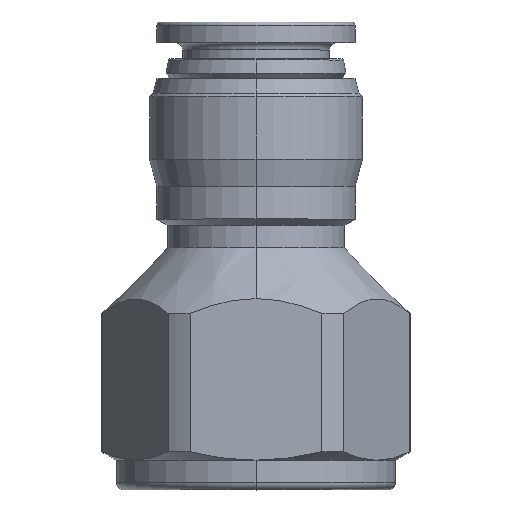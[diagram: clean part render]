
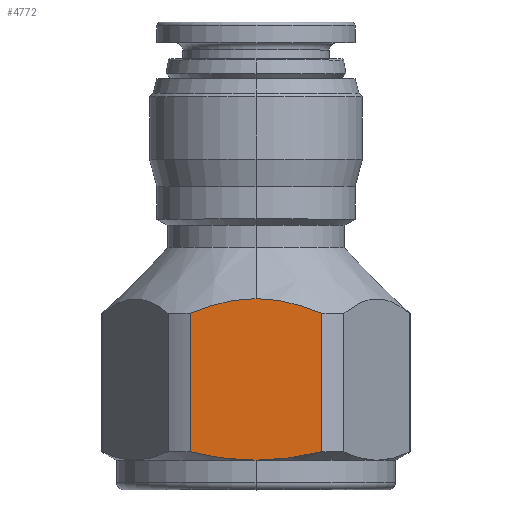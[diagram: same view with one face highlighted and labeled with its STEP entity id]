
A CAD part, top view. The second image highlights one B-rep face of the part: STEP entity #4772.
In plain terms, the highlighted planar face has unit normal (0, 0, 1).
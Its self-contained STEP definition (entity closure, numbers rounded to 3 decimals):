
#119 = ORIENTED_EDGE ( 'NONE', *, *, #234, .F. ) ;
#157 = CARTESIAN_POINT ( 'NONE',  ( -4.472, 2.577, 9.5 ) ) ;
#176 = B_SPLINE_CURVE_WITH_KNOTS ( 'NONE', 3,
 ( #5661, #3485, #3531, #6349, #5056, #1064 ),
 .UNSPECIFIED., .F., .F.,
 ( 4, 2, 4 ),
 ( 0.016, 0.018, 0.02 ),
 .UNSPECIFIED. ) ;
#185 = CARTESIAN_POINT ( 'NONE',  ( -4.472, 12., 9.5 ) ) ;
#234 = EDGE_CURVE ( 'NONE', #3666, #5519, #4633, .T. ) ;
#265 = CARTESIAN_POINT ( 'NONE',  ( 1.51, 2.065, 9.5 ) ) ;
#322 = CARTESIAN_POINT ( 'NONE',  ( -4.117, 12.151, 9.5 ) ) ;
#328 = B_SPLINE_CURVE_WITH_KNOTS ( 'NONE', 3,
 ( #795, #1835, #818, #645, #6201, #157 ),
 .UNSPECIFIED., .F., .F.,
 ( 4, 2, 4 ),
 ( 0.03, 0.032, 0.034 ),
 .UNSPECIFIED. ) ;
#351 = CARTESIAN_POINT ( 'NONE',  ( 4.472, 12., 9.5 ) ) ;
#645 = CARTESIAN_POINT ( 'NONE',  ( -2.993, 2.25, 9.5 ) ) ;
#698 = B_SPLINE_CURVE_WITH_KNOTS ( 'NONE', 3,
 ( #6341, #322, #839, #4345, #1355, #4835, #1880, #5343, #2375, #5859 ),
 .UNSPECIFIED., .F., .F.,
 ( 4, 2, 2, 2, 4 ),
 ( 0.011, 0.012, 0.013, 0.014, 0.016 ),
 .UNSPECIFIED. ) ;
#791 = CARTESIAN_POINT ( 'NONE',  ( 0.376, 2., 9.5 ) ) ;
#795 = CARTESIAN_POINT ( 'NONE',  ( 0., 2., 9.5 ) ) ;
#818 = CARTESIAN_POINT ( 'NONE',  ( -1.502, 2.052, 9.5 ) ) ;
#839 = CARTESIAN_POINT ( 'NONE',  ( -3.755, 12.29, 9.5 ) ) ;
#869 = LINE ( 'NONE', #1401, #2386 ) ;
#882 = VERTEX_POINT ( 'NONE', #5926 ) ;
#996 = ORIENTED_EDGE ( 'NONE', *, *, #2323, .F. ) ;
#1064 = CARTESIAN_POINT ( 'NONE',  ( 4.472, 12., 9.5 ) ) ;
#1204 = DIRECTION ( 'NONE',  ( 0., -1., 0. ) ) ;
#1246 = VERTEX_POINT ( 'NONE', #185 ) ;
#1355 = CARTESIAN_POINT ( 'NONE',  ( -2.66, 12.641, 9.5 ) ) ;
#1401 = CARTESIAN_POINT ( 'NONE',  ( -4.472, 0., 9.5 ) ) ;
#1430 = LINE ( 'NONE', #2910, #4068 ) ;
#1835 = CARTESIAN_POINT ( 'NONE',  ( -0.753, 2., 9.5 ) ) ;
#1880 = CARTESIAN_POINT ( 'NONE',  ( -1.54, 12.884, 9.5 ) ) ;
#1950 = EDGE_LOOP ( 'NONE', ( #4396, #2198, #996, #119, #4982, #3172 ) ) ;
#2198 = ORIENTED_EDGE ( 'NONE', *, *, #3524, .T. ) ;
#2216 = EDGE_CURVE ( 'NONE', #2495, #5371, #176, .T. ) ;
#2323 = EDGE_CURVE ( 'NONE', #5519, #882, #328, .T. ) ;
#2355 = CARTESIAN_POINT ( 'NONE',  ( 5.485, 28., 9.5 ) ) ;
#2375 = CARTESIAN_POINT ( 'NONE',  ( -0.387, 13., 9.5 ) ) ;
#2386 = VECTOR ( 'NONE', #1204, 1000. ) ;
#2495 = VERTEX_POINT ( 'NONE', #5607 ) ;
#2852 = DIRECTION ( 'NONE',  ( 1., 0., 0. ) ) ;
#2858 = AXIS2_PLACEMENT_3D ( 'NONE', #2355, #5830, #2852 ) ;
#2905 = CARTESIAN_POINT ( 'NONE',  ( 0., 2., 9.5 ) ) ;
#2910 = CARTESIAN_POINT ( 'NONE',  ( 4.472, 0., 9.5 ) ) ;
#3172 = ORIENTED_EDGE ( 'NONE', *, *, #2216, .F. ) ;
#3477 = CARTESIAN_POINT ( 'NONE',  ( 3.01, 2.253, 9.5 ) ) ;
#3485 = CARTESIAN_POINT ( 'NONE',  ( 0.775, 13., 9.5 ) ) ;
#3524 = EDGE_CURVE ( 'NONE', #1246, #882, #869, .T. ) ;
#3531 = CARTESIAN_POINT ( 'NONE',  ( 1.534, 12.904, 9.5 ) ) ;
#3666 = VERTEX_POINT ( 'NONE', #4437 ) ;
#3735 = CARTESIAN_POINT ( 'NONE',  ( 0.753, 2.013, 9.5 ) ) ;
#3899 = CARTESIAN_POINT ( 'NONE',  ( 1.888, 2.103, 9.5 ) ) ;
#4068 = VECTOR ( 'NONE', #5884, 1000. ) ;
#4094 = CARTESIAN_POINT ( 'NONE',  ( 0., 2., 9.5 ) ) ;
#4345 = CARTESIAN_POINT ( 'NONE',  ( -3.028, 12.535, 9.5 ) ) ;
#4396 = ORIENTED_EDGE ( 'NONE', *, *, #5341, .F. ) ;
#4437 = CARTESIAN_POINT ( 'NONE',  ( 4.472, 2.577, 9.5 ) ) ;
#4633 = B_SPLINE_CURVE_WITH_KNOTS ( 'NONE', 3,
 ( #5091, #4731, #3477, #3899, #265, #3735, #791, #2905 ),
 .UNSPECIFIED., .F., .F.,
 ( 4, 2, 2, 4 ),
 ( 0.025, 0.028, 0.029, 0.03 ),
 .UNSPECIFIED. ) ;
#4731 = CARTESIAN_POINT ( 'NONE',  ( 3.745, 2.399, 9.5 ) ) ;
#4772 = ADVANCED_FACE ( 'NONE', ( #5852 ), #5809, .T. ) ;
#4835 = CARTESIAN_POINT ( 'NONE',  ( -1.916, 12.815, 9.5 ) ) ;
#4982 = ORIENTED_EDGE ( 'NONE', *, *, #6184, .T. ) ;
#5056 = CARTESIAN_POINT ( 'NONE',  ( 3.765, 12.301, 9.5 ) ) ;
#5091 = CARTESIAN_POINT ( 'NONE',  ( 4.472, 2.577, 9.5 ) ) ;
#5341 = EDGE_CURVE ( 'NONE', #1246, #2495, #698, .T. ) ;
#5343 = CARTESIAN_POINT ( 'NONE',  ( -0.777, 12.976, 9.5 ) ) ;
#5371 = VERTEX_POINT ( 'NONE', #351 ) ;
#5519 = VERTEX_POINT ( 'NONE', #4094 ) ;
#5607 = CARTESIAN_POINT ( 'NONE',  ( 0., 13., 9.5 ) ) ;
#5661 = CARTESIAN_POINT ( 'NONE',  ( 0., 13., 9.5 ) ) ;
#5809 = PLANE ( 'NONE',  #2858 ) ;
#5830 = DIRECTION ( 'NONE',  ( 0., 0., 1. ) ) ;
#5852 = FACE_OUTER_BOUND ( 'NONE', #1950, .T. ) ;
#5859 = CARTESIAN_POINT ( 'NONE',  ( 0., 13., 9.5 ) ) ;
#5884 = DIRECTION ( 'NONE',  ( 0., 1., 0. ) ) ;
#5926 = CARTESIAN_POINT ( 'NONE',  ( -4.472, 2.577, 9.5 ) ) ;
#6184 = EDGE_CURVE ( 'NONE', #3666, #5371, #1430, .T. ) ;
#6201 = CARTESIAN_POINT ( 'NONE',  ( -3.736, 2.396, 9.5 ) ) ;
#6341 = CARTESIAN_POINT ( 'NONE',  ( -4.472, 12., 9.5 ) ) ;
#6349 = CARTESIAN_POINT ( 'NONE',  ( 3.027, 12.556, 9.5 ) ) ;
